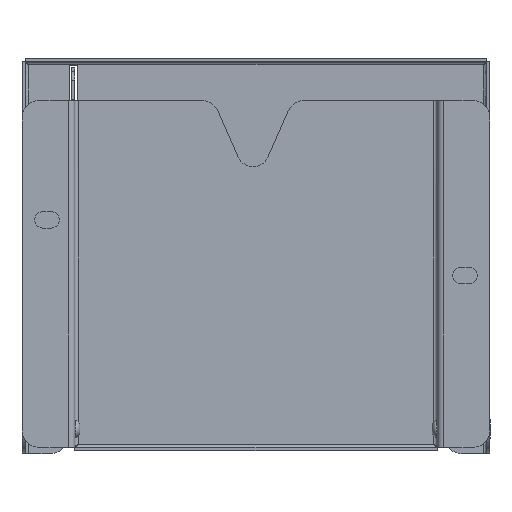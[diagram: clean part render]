
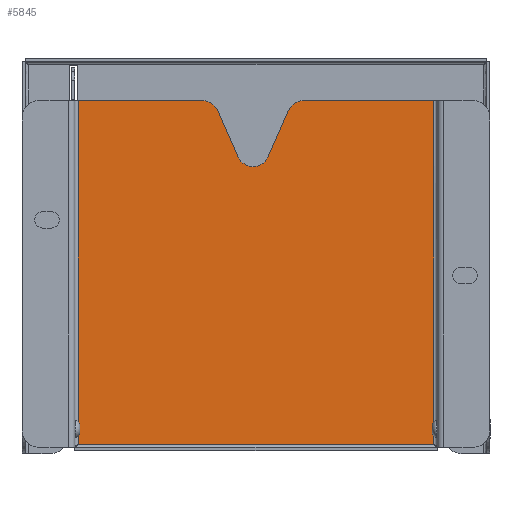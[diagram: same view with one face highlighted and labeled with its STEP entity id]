
A CAD part, top view. The second image highlights one B-rep face of the part: STEP entity #5845.
In plain terms, the highlighted planar face has unit normal (0, 0, 1).
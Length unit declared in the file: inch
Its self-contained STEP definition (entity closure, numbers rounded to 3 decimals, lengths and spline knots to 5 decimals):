
#5 = VERTEX_POINT ( 'NONE', #1087 ) ;
#17 = EDGE_CURVE ( 'NONE', #467, #1513, #626, .T. ) ;
#61 = CARTESIAN_POINT ( 'NONE',  ( 0.18389, 1.80696, 0.048 ) ) ;
#67 = DIRECTION ( 'NONE',  ( 0., 0., -1. ) ) ;
#203 = LINE ( 'NONE', #1710, #5337 ) ;
#210 = CIRCLE ( 'NONE', #5666, 0.25 ) ;
#272 = ORIENTED_EDGE ( 'NONE', *, *, #4252, .T. ) ;
#280 = DIRECTION ( 'NONE',  ( 0., 0., -1. ) ) ;
#424 = EDGE_CURVE ( 'NONE', #3611, #2525, #4121, .T. ) ;
#451 = DIRECTION ( 'NONE',  ( 1., 0., 0. ) ) ;
#467 = VERTEX_POINT ( 'NONE', #3241 ) ;
#483 = LINE ( 'NONE', #3632, #2193 ) ;
#568 = VERTEX_POINT ( 'NONE', #5844 ) ;
#626 = LINE ( 'NONE', #1155, #1792 ) ;
#704 = ORIENTED_EDGE ( 'NONE', *, *, #17, .F. ) ;
#738 = VERTEX_POINT ( 'NONE', #3949 ) ;
#852 = VECTOR ( 'NONE', #5435, 39.37008 ) ;
#939 = CARTESIAN_POINT ( 'NONE',  ( 0., 0., 0.048 ) ) ;
#1038 = CARTESIAN_POINT ( 'NONE',  ( 0.3707, 2.23223, 0.048 ) ) ;
#1081 = CARTESIAN_POINT ( 'NONE',  ( -2.704, 0., 0.048 ) ) ;
#1087 = CARTESIAN_POINT ( 'NONE',  ( -0.81074, 2.6575, 0.048 ) ) ;
#1147 = EDGE_CURVE ( 'NONE', #5, #467, #210, .T. ) ;
#1155 = CARTESIAN_POINT ( 'NONE',  ( -0.4607, 2.23223, 0.048 ) ) ;
#1279 = CIRCLE ( 'NONE', #2104, 0.25 ) ;
#1380 = VERTEX_POINT ( 'NONE', #6339 ) ;
#1431 = AXIS2_PLACEMENT_3D ( 'NONE', #939, #4955, #451 ) ;
#1513 = VERTEX_POINT ( 'NONE', #4442 ) ;
#1710 = CARTESIAN_POINT ( 'NONE',  ( 0., -2.5615, 0.048 ) ) ;
#1792 = VECTOR ( 'NONE', #6220, 39.37008 ) ;
#2045 = DIRECTION ( 'NONE',  ( 0., -1., 0. ) ) ;
#2056 = CIRCLE ( 'NONE', #5746, 0.25 ) ;
#2057 = DIRECTION ( 'NONE',  ( -1., 0., 0. ) ) ;
#2104 = AXIS2_PLACEMENT_3D ( 'NONE', #3327, #280, #4313 ) ;
#2193 = VECTOR ( 'NONE', #4119, 39.37008 ) ;
#2446 = CARTESIAN_POINT ( 'NONE',  ( 0.72074, 2.4075, 0.048 ) ) ;
#2525 = VERTEX_POINT ( 'NONE', #2888 ) ;
#2581 = EDGE_CURVE ( 'NONE', #568, #3608, #483, .T. ) ;
#2888 = CARTESIAN_POINT ( 'NONE',  ( -2.704, -2.5615, 0.048 ) ) ;
#2942 = FACE_OUTER_BOUND ( 'NONE', #4904, .T. ) ;
#3056 = CARTESIAN_POINT ( 'NONE',  ( -2.704, 2.6575, 0.048 ) ) ;
#3193 = ORIENTED_EDGE ( 'NONE', *, *, #5850, .F. ) ;
#3227 = EDGE_CURVE ( 'NONE', #5, #3611, #3913, .T. ) ;
#3241 = CARTESIAN_POINT ( 'NONE',  ( -0.58185, 2.50804, 0.048 ) ) ;
#3327 = CARTESIAN_POINT ( 'NONE',  ( -0.045, 1.9075, 0.048 ) ) ;
#3421 = CARTESIAN_POINT ( 'NONE',  ( 0., 2.6575, 0.048 ) ) ;
#3463 = PLANE ( 'NONE',  #1431 ) ;
#3468 = DIRECTION ( 'NONE',  ( 0.402, 0.916, 0. ) ) ;
#3576 = ORIENTED_EDGE ( 'NONE', *, *, #3227, .T. ) ;
#3608 = VERTEX_POINT ( 'NONE', #5619 ) ;
#3611 = VERTEX_POINT ( 'NONE', #3056 ) ;
#3632 = CARTESIAN_POINT ( 'NONE',  ( 0., 2.6575, 0.048 ) ) ;
#3655 = VECTOR ( 'NONE', #2045, 39.37008 ) ;
#3782 = EDGE_CURVE ( 'NONE', #1380, #568, #3924, .T. ) ;
#3913 = LINE ( 'NONE', #3421, #852 ) ;
#3924 = LINE ( 'NONE', #4844, #4481 ) ;
#3949 = CARTESIAN_POINT ( 'NONE',  ( 0.49185, 2.50804, 0.048 ) ) ;
#4018 = DIRECTION ( 'NONE',  ( 0., 0., -1. ) ) ;
#4071 = DIRECTION ( 'NONE',  ( 1., 0., 0. ) ) ;
#4101 = EDGE_CURVE ( 'NONE', #5159, #738, #4482, .T. ) ;
#4119 = DIRECTION ( 'NONE',  ( -1., 0., 0. ) ) ;
#4121 = LINE ( 'NONE', #1081, #3655 ) ;
#4208 = ORIENTED_EDGE ( 'NONE', *, *, #424, .T. ) ;
#4252 = EDGE_CURVE ( 'NONE', #5159, #1513, #1279, .T. ) ;
#4313 = DIRECTION ( 'NONE',  ( -1., 0., 0. ) ) ;
#4365 = ORIENTED_EDGE ( 'NONE', *, *, #1147, .F. ) ;
#4442 = CARTESIAN_POINT ( 'NONE',  ( -0.27389, 1.80696, 0.048 ) ) ;
#4475 = DIRECTION ( 'NONE',  ( -1., 0., 0. ) ) ;
#4481 = VECTOR ( 'NONE', #4900, 39.37008 ) ;
#4482 = LINE ( 'NONE', #1038, #6423 ) ;
#4601 = CARTESIAN_POINT ( 'NONE',  ( -0.81074, 2.4075, 0.048 ) ) ;
#4844 = CARTESIAN_POINT ( 'NONE',  ( 2.704, 0., 0.048 ) ) ;
#4900 = DIRECTION ( 'NONE',  ( 0., 1., 0. ) ) ;
#4904 = EDGE_LOOP ( 'NONE', ( #704, #4365, #3576, #4208, #5896, #6246, #6156, #3193, #5860, #272 ) ) ;
#4955 = DIRECTION ( 'NONE',  ( 0., 0., 1. ) ) ;
#5159 = VERTEX_POINT ( 'NONE', #61 ) ;
#5337 = VECTOR ( 'NONE', #4071, 39.37008 ) ;
#5435 = DIRECTION ( 'NONE',  ( -1., 0., 0. ) ) ;
#5619 = CARTESIAN_POINT ( 'NONE',  ( 0.72074, 2.6575, 0.048 ) ) ;
#5666 = AXIS2_PLACEMENT_3D ( 'NONE', #4601, #67, #2057 ) ;
#5746 = AXIS2_PLACEMENT_3D ( 'NONE', #2446, #4018, #4475 ) ;
#5844 = CARTESIAN_POINT ( 'NONE',  ( 2.704, 2.6575, 0.048 ) ) ;
#5845 = ADVANCED_FACE ( 'NONE', ( #2942 ), #3463, .T. ) ;
#5850 = EDGE_CURVE ( 'NONE', #738, #3608, #2056, .T. ) ;
#5860 = ORIENTED_EDGE ( 'NONE', *, *, #4101, .F. ) ;
#5896 = ORIENTED_EDGE ( 'NONE', *, *, #6406, .T. ) ;
#6156 = ORIENTED_EDGE ( 'NONE', *, *, #2581, .T. ) ;
#6220 = DIRECTION ( 'NONE',  ( 0.402, -0.916, 0. ) ) ;
#6246 = ORIENTED_EDGE ( 'NONE', *, *, #3782, .T. ) ;
#6339 = CARTESIAN_POINT ( 'NONE',  ( 2.704, -2.5615, 0.048 ) ) ;
#6406 = EDGE_CURVE ( 'NONE', #2525, #1380, #203, .T. ) ;
#6423 = VECTOR ( 'NONE', #3468, 39.37008 ) ;
